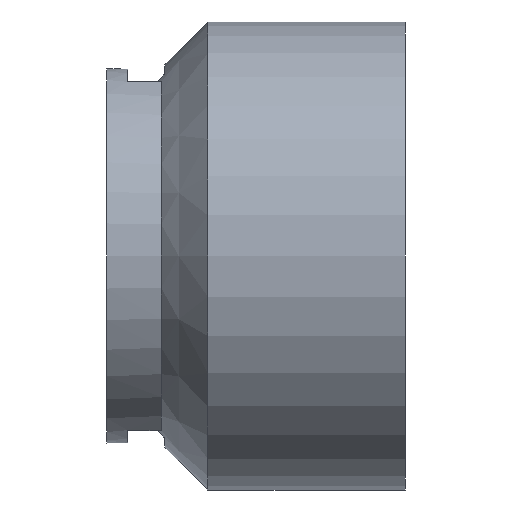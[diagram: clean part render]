
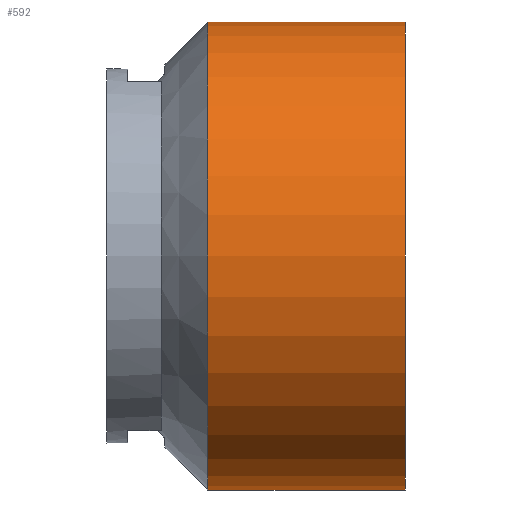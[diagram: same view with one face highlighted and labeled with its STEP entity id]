
A CAD part, front view. The second image highlights one B-rep face of the part: STEP entity #592.
In plain terms, the highlighted cylindrical face has radius 15.675 mm (diameter 31.35 mm), a full revolution.
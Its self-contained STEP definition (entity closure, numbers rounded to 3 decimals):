
#73=FACE_OUTER_BOUND('',#106,.T.);
#106=EDGE_LOOP('',(#542,#543,#544,#545,#546,#547));
#144=LINE('',#1115,#176);
#176=VECTOR('',#862,15.675);
#218=CIRCLE('',#676,15.675);
#219=CIRCLE('',#677,15.675);
#220=CIRCLE('',#679,15.675);
#221=CIRCLE('',#680,15.675);
#281=VERTEX_POINT('',#1105);
#282=VERTEX_POINT('',#1106);
#283=VERTEX_POINT('',#1111);
#284=VERTEX_POINT('',#1112);
#368=EDGE_CURVE('',#281,#282,#218,.T.);
#369=EDGE_CURVE('',#282,#281,#219,.T.);
#371=EDGE_CURVE('',#283,#284,#220,.T.);
#372=EDGE_CURVE('',#284,#283,#221,.T.);
#373=EDGE_CURVE('',#284,#282,#144,.T.);
#542=ORIENTED_EDGE('',*,*,#371,.F.);
#543=ORIENTED_EDGE('',*,*,#372,.F.);
#544=ORIENTED_EDGE('',*,*,#373,.T.);
#545=ORIENTED_EDGE('',*,*,#369,.T.);
#546=ORIENTED_EDGE('',*,*,#368,.T.);
#547=ORIENTED_EDGE('',*,*,#373,.F.);
#565=CYLINDRICAL_SURFACE('',#678,15.675);
#592=ADVANCED_FACE('',(#73),#565,.T.);
#676=AXIS2_PLACEMENT_3D('',#1107,#851,#852);
#677=AXIS2_PLACEMENT_3D('',#1108,#853,#854);
#678=AXIS2_PLACEMENT_3D('',#1110,#856,#857);
#679=AXIS2_PLACEMENT_3D('',#1113,#858,#859);
#680=AXIS2_PLACEMENT_3D('',#1114,#860,#861);
#851=DIRECTION('center_axis',(1.,0.,0.));
#852=DIRECTION('ref_axis',(0.,0.,-1.));
#853=DIRECTION('center_axis',(1.,0.,0.));
#854=DIRECTION('ref_axis',(0.,0.,-1.));
#856=DIRECTION('center_axis',(1.,0.,0.));
#857=DIRECTION('ref_axis',(0.,1.,0.));
#858=DIRECTION('center_axis',(1.,0.,0.));
#859=DIRECTION('ref_axis',(0.,0.,-1.));
#860=DIRECTION('center_axis',(1.,0.,0.));
#861=DIRECTION('ref_axis',(0.,0.,-1.));
#862=DIRECTION('',(-1.,0.,0.));
#1105=CARTESIAN_POINT('',(6.775,15.675,0.));
#1106=CARTESIAN_POINT('',(6.775,-15.675,0.));
#1107=CARTESIAN_POINT('Origin',(6.775,0.,0.));
#1108=CARTESIAN_POINT('Origin',(6.775,0.,0.));
#1110=CARTESIAN_POINT('Origin',(13.388,0.,0.));
#1111=CARTESIAN_POINT('',(20.,15.675,0.));
#1112=CARTESIAN_POINT('',(20.,-15.675,0.));
#1113=CARTESIAN_POINT('Origin',(20.,0.,0.));
#1114=CARTESIAN_POINT('Origin',(20.,0.,0.));
#1115=CARTESIAN_POINT('',(13.388,-15.675,0.));
